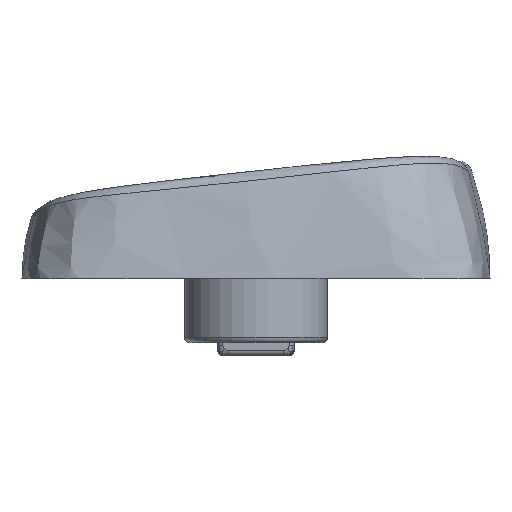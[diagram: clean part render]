
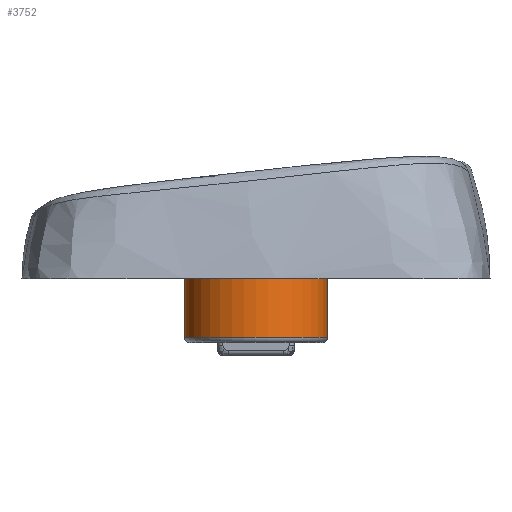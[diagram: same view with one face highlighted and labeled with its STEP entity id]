
A CAD part, left-side view. The second image highlights one B-rep face of the part: STEP entity #3752.
In plain terms, the highlighted cylindrical face has radius 2.75 mm (diameter 5.5 mm), a full revolution.
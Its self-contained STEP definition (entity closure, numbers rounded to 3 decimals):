
#56=CYLINDRICAL_SURFACE('',#4099,2.75);
#177=LINE('',#9342,#331);
#331=VECTOR('',#4779,2.75);
#575=FACE_OUTER_BOUND('',#794,.T.);
#794=EDGE_LOOP('',(#2853,#2854,#2855,#2856,#2857));
#1079=CIRCLE('',#4092,2.75);
#1080=CIRCLE('',#4093,2.75);
#1085=CIRCLE('',#4100,2.75);
#1571=VERTEX_POINT('',#9302);
#1572=VERTEX_POINT('',#9304);
#1589=VERTEX_POINT('',#9341);
#2078=EDGE_CURVE('',#1571,#1572,#1079,.T.);
#2079=EDGE_CURVE('',#1572,#1571,#1080,.T.);
#2096=EDGE_CURVE('',#1572,#1589,#177,.T.);
#2097=EDGE_CURVE('',#1589,#1589,#1085,.T.);
#2853=ORIENTED_EDGE('',*,*,#2079,.F.);
#2854=ORIENTED_EDGE('',*,*,#2096,.T.);
#2855=ORIENTED_EDGE('',*,*,#2097,.F.);
#2856=ORIENTED_EDGE('',*,*,#2096,.F.);
#2857=ORIENTED_EDGE('',*,*,#2078,.F.);
#3752=ADVANCED_FACE('',(#575),#56,.T.);
#4092=AXIS2_PLACEMENT_3D('',#9305,#4751,#4752);
#4093=AXIS2_PLACEMENT_3D('',#9306,#4753,#4754);
#4099=AXIS2_PLACEMENT_3D('',#9340,#4777,#4778);
#4100=AXIS2_PLACEMENT_3D('',#9343,#4780,#4781);
#4751=DIRECTION('center_axis',(0.,0.,
-1.));
#4752=DIRECTION('ref_axis',(1.,0.,0.));
#4753=DIRECTION('center_axis',(0.,0.,
-1.));
#4754=DIRECTION('ref_axis',(1.,0.,0.));
#4777=DIRECTION('center_axis',(0.,0.,
-1.));
#4778=DIRECTION('ref_axis',(1.,0.,0.));
#4779=DIRECTION('',(0.,0.,1.));
#4780=DIRECTION('center_axis',(0.,0.,
1.));
#4781=DIRECTION('ref_axis',(1.,0.,0.));
#9302=CARTESIAN_POINT('',(-9.25,0.,-3.1));
#9304=CARTESIAN_POINT('',(-14.75,0.,-3.1));
#9305=CARTESIAN_POINT('Origin',(-12.,0.,-3.1));
#9306=CARTESIAN_POINT('Origin',(-12.,0.,-3.1));
#9340=CARTESIAN_POINT('Origin',(-12.,0.,0.));
#9341=CARTESIAN_POINT('',(-14.75,0.,-0.25));
#9342=CARTESIAN_POINT('',(-14.75,0.,0.));
#9343=CARTESIAN_POINT('Origin',(-12.,0.,-0.25));
